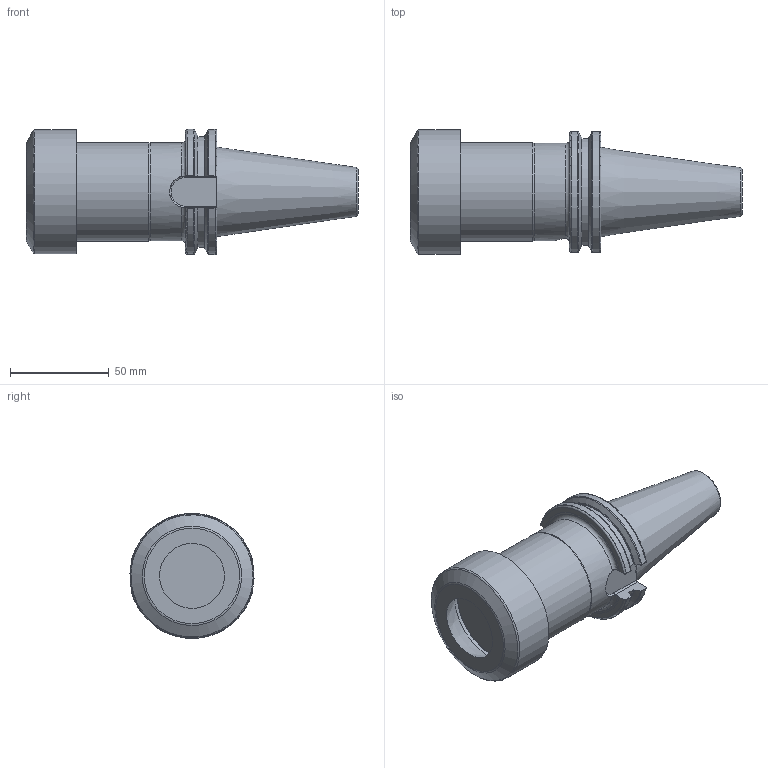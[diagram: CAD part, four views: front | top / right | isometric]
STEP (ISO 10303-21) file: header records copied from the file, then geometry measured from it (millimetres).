
FILE_DESCRIPTION(/* description */ (''),/* implementation_level */ '2;1');
FILE_NAME(/* name */ 'ASK40-ER-40-100.stp',/* time_stamp */ '2024-12-24T16:24:57+03:00',/* author */ (''),/* organization */ (''),/* preprocessor_version */ 'ST-DEVELOPER v19.4',/* originating_system */ 'SIEMENS PLM Software NX2306.3001',/* authorisation */ '');
FILE_SCHEMA (('AUTOMOTIVE_DESIGN { 1 0 10303 214 3 1 1 1 }'));
Length unit declared in the file: millimetre
Products named in the file (1): ASK40-ER-40-100-LIGHT_objects
Bounding box: 168.4 x 62.94 x 63.42 mm (x, y, z)
Volume: 278224.4 mm3; surface area: 35762.6 mm2
Topology: 1 solids, 1 shells, 105 faces, 286 edges, 186 vertices
Faces by surface type: plane 32, torus 29, cylinder 22, cone 22
Full cylindrical faces by diameter (mm): 4 x1, 10 x1, 48.1 x1, 48.5 x1, 49.7 x1, 50 x1, 63 x1
Entity records: 3810 total; most frequent: CARTESIAN_POINT 1356, ORIENTED_EDGE 514, DIRECTION 468, EDGE_CURVE 257, AXIS2_PLACEMENT_3D 201, VERTEX_POINT 179, EDGE_LOOP 129, ADVANCED_FACE 105
